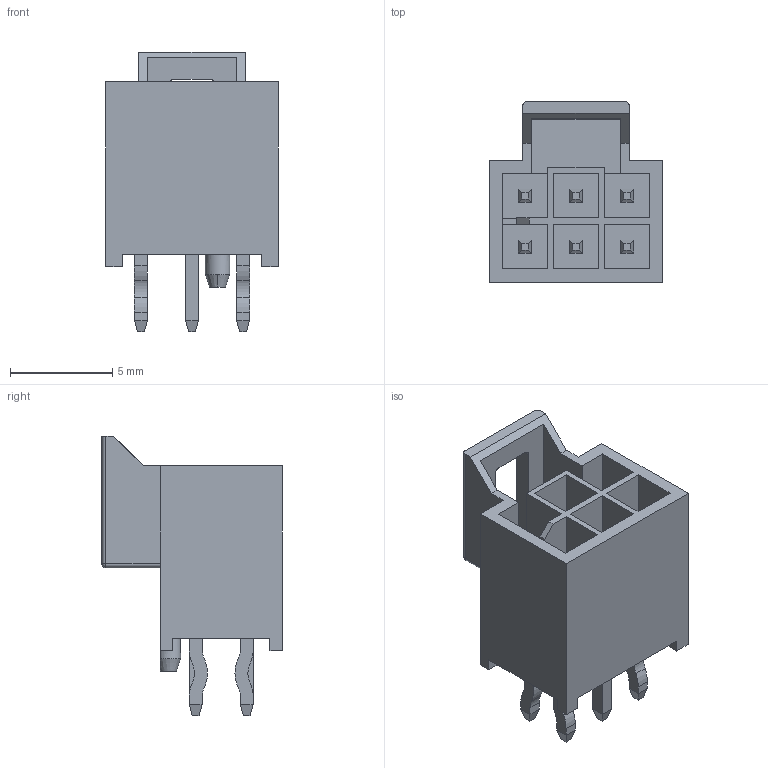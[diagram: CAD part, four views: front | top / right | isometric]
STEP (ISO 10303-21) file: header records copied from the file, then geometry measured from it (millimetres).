
FILE_DESCRIPTION((''),'2;1');
FILE_NAME('1053102206','2016-08-02T',('gsharma'),(''),'PRO/ENGINEER BY PARAMETRIC TECHNOLOGY CORPORATION, 2012310','PRO/ENGINEER BY PARAMETRIC TECHNOLOGY CORPORATION, 2012310','');
FILE_SCHEMA(('CONFIG_CONTROL_DESIGN'));
Length unit declared in the file: millimetre
Products named in the file (1): 1053102206
Bounding box: 8.44 x 8.84 x 13.71 mm (x, y, z)
Volume: 294.2 mm3; surface area: 905.7 mm2
Topology: 1 solids, 1 shells, 219 faces, 570 edges, 366 vertices
Faces by surface type: plane 182, cylinder 33, sphere 2, cone 2
Entity records: 6623 total; most frequent: CARTESIAN_POINT 1162, ORIENTED_EDGE 1112, DIRECTION 1091, EDGE_CURVE 556, VECTOR 485, LINE 485, VERTEX_POINT 352, AXIS2_PLACEMENT_3D 303
